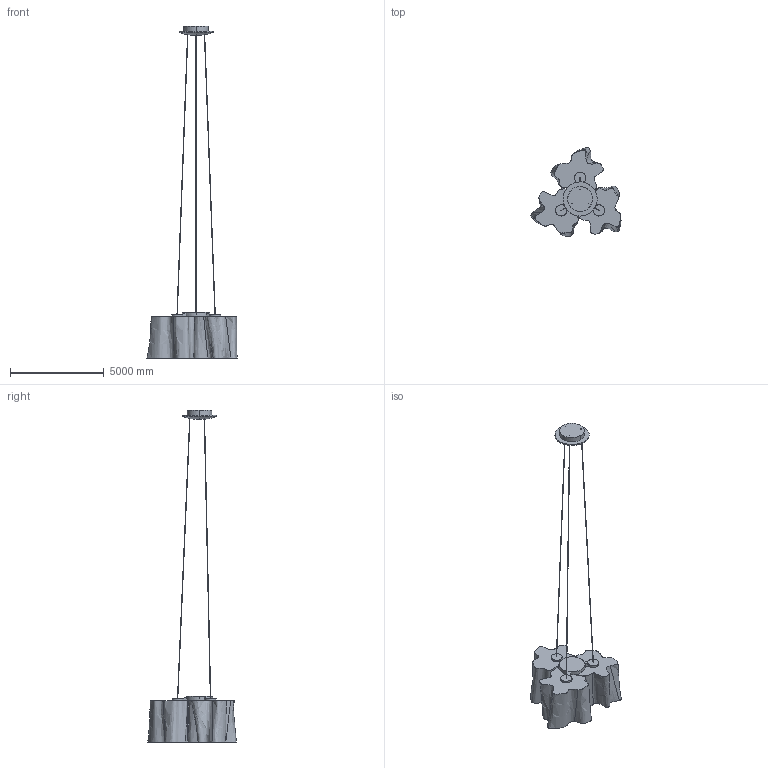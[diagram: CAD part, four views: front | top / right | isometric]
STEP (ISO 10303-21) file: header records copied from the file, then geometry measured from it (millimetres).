
FILE_DESCRIPTION(/* description */ (''),/* implementation_level */ '2;1');
FILE_NAME(/* name */ 'Logico_Mini_Sospensione_3x120_3D b',/* time_stamp */ '2011-11-25T14:20:49+01:00',/* author */ (''),/* organization */ (''),/* preprocessor_version */ 'ST-DEVELOPER v10',/* originating_system */ '',/* authorisation */ '');
FILE_SCHEMA (('CONFIG_CONTROL_DESIGN'));
Length unit declared in the file: centimetre
Products named in the file (1): 1
Bounding box: 4800.92 x 4728.1 x 17690.75 mm (x, y, z)
Volume: 1814634390.7 mm3; surface area: 90158413 mm2
Topology: 8 solids, 11 shells, 138 faces, 334 edges, 207 vertices
Faces by surface type: bspline 110, plane 28
Entity records: 6199 total; most frequent: CARTESIAN_POINT 4268, ORIENTED_EDGE 632, EDGE_CURVE 322, VERTEX_POINT 207, EDGE_LOOP 142, ADVANCED_FACE 138, FACE_OUTER_BOUND 138, B_SPLINE_CURVE_WITH_KNOTS 135
